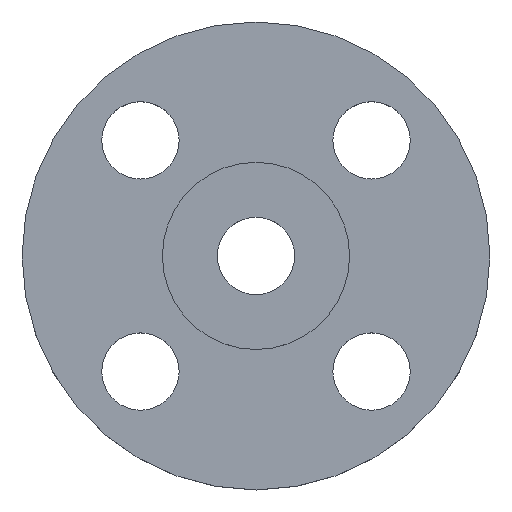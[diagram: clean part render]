
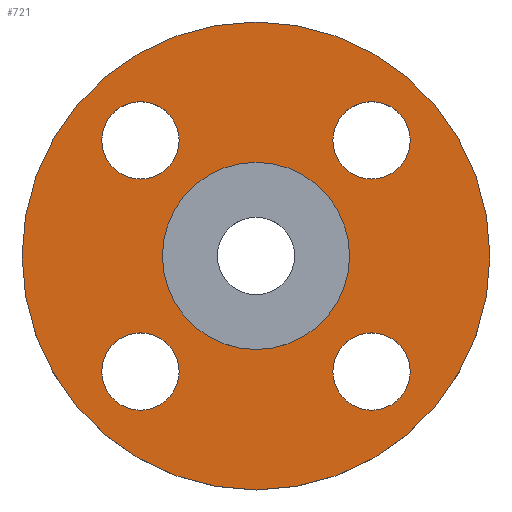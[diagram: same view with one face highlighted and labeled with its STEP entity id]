
A CAD part, top view. The second image highlights one B-rep face of the part: STEP entity #721.
In plain terms, the highlighted planar face has unit normal (0, 0, 1).
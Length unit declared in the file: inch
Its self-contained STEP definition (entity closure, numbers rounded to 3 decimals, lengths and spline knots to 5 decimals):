
#6 = AXIS2_PLACEMENT_3D ( 'NONE', #8, #119, #784 ) ;
#8 = CARTESIAN_POINT ( 'NONE',  ( 0., 0., -0.0625 ) ) ;
#11 = CIRCLE ( 'NONE', #590, 0.31 ) ;
#13 = VERTEX_POINT ( 'NONE', #51 ) ;
#28 = EDGE_CURVE ( 'NONE', #589, #73, #11, .T. ) ;
#31 = CIRCLE ( 'NONE', #485, 0.75 ) ;
#34 = VERTEX_POINT ( 'NONE', #115 ) ;
#38 = EDGE_LOOP ( 'NONE', ( #382, #653 ) ) ;
#40 = DIRECTION ( 'NONE',  ( 1., 0., 0. ) ) ;
#51 = CARTESIAN_POINT ( 'NONE',  ( 0.61631, 0.92631, -0.0625 ) ) ;
#72 = EDGE_CURVE ( 'NONE', #568, #34, #752, .T. ) ;
#73 = VERTEX_POINT ( 'NONE', #442 ) ;
#76 = AXIS2_PLACEMENT_3D ( 'NONE', #613, #241, #610 ) ;
#78 = ORIENTED_EDGE ( 'NONE', *, *, #28, .F. ) ;
#85 = FACE_OUTER_BOUND ( 'NONE', #216, .T. ) ;
#88 = DIRECTION ( 'NONE',  ( 0., 0., -1. ) ) ;
#92 = FACE_BOUND ( 'NONE', #189, .T. ) ;
#101 = CIRCLE ( 'NONE', #420, 0.31 ) ;
#107 = EDGE_CURVE ( 'NONE', #143, #118, #101, .T. ) ;
#115 = CARTESIAN_POINT ( 'NONE',  ( -0.92631, 1.23631, -0.0625 ) ) ;
#118 = VERTEX_POINT ( 'NONE', #553 ) ;
#119 = DIRECTION ( 'NONE',  ( 0., 0., 1. ) ) ;
#143 = VERTEX_POINT ( 'NONE', #601 ) ;
#151 = DIRECTION ( 'NONE',  ( 1., 0., 0. ) ) ;
#162 = DIRECTION ( 'NONE',  ( 1., 0., 0. ) ) ;
#167 = ORIENTED_EDGE ( 'NONE', *, *, #355, .F. ) ;
#185 = CARTESIAN_POINT ( 'NONE',  ( -0.92631, 0.61631, -0.0625 ) ) ;
#187 = AXIS2_PLACEMENT_3D ( 'NONE', #607, #307, #303 ) ;
#189 = EDGE_LOOP ( 'NONE', ( #167, #528 ) ) ;
#200 = DIRECTION ( 'NONE',  ( 1., 0., 0. ) ) ;
#202 = AXIS2_PLACEMENT_3D ( 'NONE', #205, #636, #332 ) ;
#203 = DIRECTION ( 'NONE',  ( 0., 0., 1. ) ) ;
#205 = CARTESIAN_POINT ( 'NONE',  ( -0.92631, -0.92631, -0.0625 ) ) ;
#209 = FACE_BOUND ( 'NONE', #622, .T. ) ;
#216 = EDGE_LOOP ( 'NONE', ( #684, #504 ) ) ;
#241 = DIRECTION ( 'NONE',  ( 0., 0., 1. ) ) ;
#249 = AXIS2_PLACEMENT_3D ( 'NONE', #748, #88, #327 ) ;
#254 = EDGE_CURVE ( 'NONE', #13, #641, #656, .T. ) ;
#257 = FACE_BOUND ( 'NONE', #749, .T. ) ;
#260 = FACE_BOUND ( 'NONE', #554, .T. ) ;
#272 = VERTEX_POINT ( 'NONE', #280 ) ;
#279 = DIRECTION ( 'NONE',  ( 0., 0., 1. ) ) ;
#280 = CARTESIAN_POINT ( 'NONE',  ( 0.75, 0., -0.0625 ) ) ;
#289 = CIRCLE ( 'NONE', #292, 0.31 ) ;
#290 = EDGE_CURVE ( 'NONE', #73, #589, #602, .T. ) ;
#292 = AXIS2_PLACEMENT_3D ( 'NONE', #471, #707, #162 ) ;
#296 = DIRECTION ( 'NONE',  ( 0., 0., 1. ) ) ;
#297 = DIRECTION ( 'NONE',  ( 0., 0., 1. ) ) ;
#299 = DIRECTION ( 'NONE',  ( 0., -1., 0. ) ) ;
#303 = DIRECTION ( 'NONE',  ( 0., 1., 0. ) ) ;
#304 = CIRCLE ( 'NONE', #249, 0.75 ) ;
#307 = DIRECTION ( 'NONE',  ( 0., 0., 1. ) ) ;
#308 = CARTESIAN_POINT ( 'NONE',  ( 0.92631, -0.92631, -0.0625 ) ) ;
#309 = VERTEX_POINT ( 'NONE', #756 ) ;
#311 = AXIS2_PLACEMENT_3D ( 'NONE', #760, #680, #464 ) ;
#326 = ORIENTED_EDGE ( 'NONE', *, *, #686, .T. ) ;
#327 = DIRECTION ( 'NONE',  ( 1., 0., 0. ) ) ;
#332 = DIRECTION ( 'NONE',  ( -1., 0., 0. ) ) ;
#341 = DIRECTION ( 'NONE',  ( 0., 0., -1. ) ) ;
#355 = EDGE_CURVE ( 'NONE', #118, #143, #418, .T. ) ;
#362 = DIRECTION ( 'NONE',  ( 0., -1., 0. ) ) ;
#370 = ORIENTED_EDGE ( 'NONE', *, *, #448, .F. ) ;
#376 = CARTESIAN_POINT ( 'NONE',  ( -0.61631, -0.92631, -0.0625 ) ) ;
#382 = ORIENTED_EDGE ( 'NONE', *, *, #537, .F. ) ;
#386 = CARTESIAN_POINT ( 'NONE',  ( 1.875, 0., -0.0625 ) ) ;
#391 = CARTESIAN_POINT ( 'NONE',  ( -1.875, 0., -0.0625 ) ) ;
#406 = CARTESIAN_POINT ( 'NONE',  ( 1.23631, 0.92631, -0.0625 ) ) ;
#413 = CIRCLE ( 'NONE', #461, 1.875 ) ;
#418 = CIRCLE ( 'NONE', #616, 0.31 ) ;
#420 = AXIS2_PLACEMENT_3D ( 'NONE', #308, #720, #362 ) ;
#422 = CARTESIAN_POINT ( 'NONE',  ( 0.92631, -0.92631, -0.0625 ) ) ;
#425 = CIRCLE ( 'NONE', #6, 1.875 ) ;
#442 = CARTESIAN_POINT ( 'NONE',  ( -1.23631, -0.92631, -0.0625 ) ) ;
#448 = EDGE_CURVE ( 'NONE', #641, #13, #289, .T. ) ;
#458 = PLANE ( 'NONE',  #695 ) ;
#461 = AXIS2_PLACEMENT_3D ( 'NONE', #474, #279, #40 ) ;
#463 = CARTESIAN_POINT ( 'NONE',  ( 0., 0., -0.0625 ) ) ;
#464 = DIRECTION ( 'NONE',  ( 1., 0., 0. ) ) ;
#471 = CARTESIAN_POINT ( 'NONE',  ( 0.92631, 0.92631, -0.0625 ) ) ;
#474 = CARTESIAN_POINT ( 'NONE',  ( 0., 0., -0.0625 ) ) ;
#485 = AXIS2_PLACEMENT_3D ( 'NONE', #463, #341, #151 ) ;
#504 = ORIENTED_EDGE ( 'NONE', *, *, #776, .T. ) ;
#512 = CARTESIAN_POINT ( 'NONE',  ( 0., 0., -0.0625 ) ) ;
#528 = ORIENTED_EDGE ( 'NONE', *, *, #107, .F. ) ;
#537 = EDGE_CURVE ( 'NONE', #34, #568, #546, .T. ) ;
#546 = CIRCLE ( 'NONE', #187, 0.31 ) ;
#548 = CARTESIAN_POINT ( 'NONE',  ( -0.92631, -0.92631, -0.0625 ) ) ;
#549 = EDGE_CURVE ( 'NONE', #674, #670, #425, .T. ) ;
#553 = CARTESIAN_POINT ( 'NONE',  ( 0.92631, -1.23631, -0.0625 ) ) ;
#554 = EDGE_LOOP ( 'NONE', ( #326, #629 ) ) ;
#568 = VERTEX_POINT ( 'NONE', #185 ) ;
#572 = ORIENTED_EDGE ( 'NONE', *, *, #254, .F. ) ;
#574 = FACE_BOUND ( 'NONE', #38, .T. ) ;
#589 = VERTEX_POINT ( 'NONE', #376 ) ;
#590 = AXIS2_PLACEMENT_3D ( 'NONE', #548, #297, #786 ) ;
#601 = CARTESIAN_POINT ( 'NONE',  ( 0.92631, -0.61631, -0.0625 ) ) ;
#602 = CIRCLE ( 'NONE', #202, 0.31 ) ;
#607 = CARTESIAN_POINT ( 'NONE',  ( -0.92631, 0.92631, -0.0625 ) ) ;
#610 = DIRECTION ( 'NONE',  ( 0., 1., 0. ) ) ;
#613 = CARTESIAN_POINT ( 'NONE',  ( -0.92631, 0.92631, -0.0625 ) ) ;
#616 = AXIS2_PLACEMENT_3D ( 'NONE', #422, #296, #299 ) ;
#622 = EDGE_LOOP ( 'NONE', ( #666, #78 ) ) ;
#629 = ORIENTED_EDGE ( 'NONE', *, *, #731, .T. ) ;
#636 = DIRECTION ( 'NONE',  ( 0., 0., 1. ) ) ;
#641 = VERTEX_POINT ( 'NONE', #406 ) ;
#653 = ORIENTED_EDGE ( 'NONE', *, *, #72, .F. ) ;
#656 = CIRCLE ( 'NONE', #311, 0.31 ) ;
#666 = ORIENTED_EDGE ( 'NONE', *, *, #290, .F. ) ;
#670 = VERTEX_POINT ( 'NONE', #391 ) ;
#674 = VERTEX_POINT ( 'NONE', #386 ) ;
#680 = DIRECTION ( 'NONE',  ( 0., 0., 1. ) ) ;
#684 = ORIENTED_EDGE ( 'NONE', *, *, #549, .T. ) ;
#686 = EDGE_CURVE ( 'NONE', #272, #309, #304, .T. ) ;
#695 = AXIS2_PLACEMENT_3D ( 'NONE', #512, #203, #200 ) ;
#707 = DIRECTION ( 'NONE',  ( 0., 0., 1. ) ) ;
#720 = DIRECTION ( 'NONE',  ( 0., 0., 1. ) ) ;
#721 = ADVANCED_FACE ( 'NONE', ( #92, #209, #574, #257, #260, #85 ), #458, .T. ) ;
#731 = EDGE_CURVE ( 'NONE', #309, #272, #31, .T. ) ;
#748 = CARTESIAN_POINT ( 'NONE',  ( 0., 0., -0.0625 ) ) ;
#749 = EDGE_LOOP ( 'NONE', ( #370, #572 ) ) ;
#752 = CIRCLE ( 'NONE', #76, 0.31 ) ;
#756 = CARTESIAN_POINT ( 'NONE',  ( -0.75, 0., -0.0625 ) ) ;
#760 = CARTESIAN_POINT ( 'NONE',  ( 0.92631, 0.92631, -0.0625 ) ) ;
#776 = EDGE_CURVE ( 'NONE', #670, #674, #413, .T. ) ;
#784 = DIRECTION ( 'NONE',  ( 1., 0., 0. ) ) ;
#786 = DIRECTION ( 'NONE',  ( -1., 0., 0. ) ) ;
